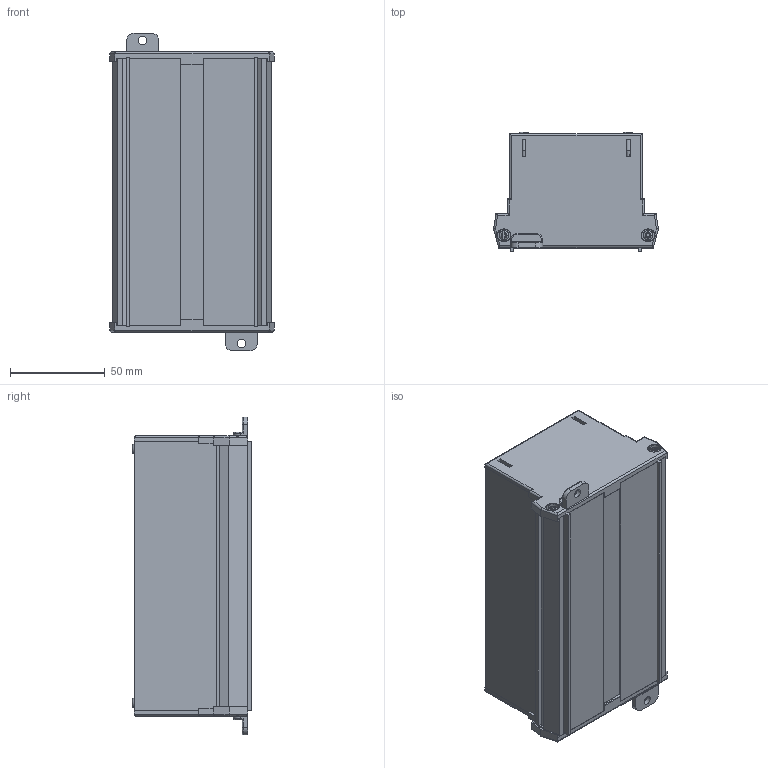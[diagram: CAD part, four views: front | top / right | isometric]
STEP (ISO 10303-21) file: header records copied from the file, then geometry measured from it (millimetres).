
FILE_DESCRIPTION (( 'STEP AP214' ), '1' );
FILE_NAME ('WE-140.STEP', '2022-01-17T11:53:10', ( '' ), ( '' ), 'SwSTEP 2.0', 'SolidWorks 2017', '' );
FILE_SCHEMA (( 'AUTOMOTIVE_DESIGN' ));
Length unit declared in the file: millimetre
Products named in the file (22): Side Screw; Base PCB WE-140; Top cover 140; Foot Bracket-small-New; Profile - 72-140; End Piece_with Cover-final; WE-140
Assembly tree (15 placements, depth 2):
  Side Screw
  Side Screw
  Base PCB WE-140
  Side Screw
  Profile - 72-140
Bounding box: 86.9 x 63.05 x 167.7 mm (x, y, z)
Volume: 131269.6 mm3; surface area: 158660.4 mm2
Topology: 15 solids, 15 shells, 1158 faces, 3070 edges, 1956 vertices
Faces by surface type: plane 790, cylinder 206, torus 68, cone 48, bspline 36, sphere 10
Entity records: 20100 total; most frequent: CARTESIAN_POINT 3790, ORIENTED_EDGE 3392, DIRECTION 3135, EDGE_CURVE 1696, LINE 1419, VECTOR 1419, VERTEX_POINT 1097, AXIS2_PLACEMENT_3D 858
